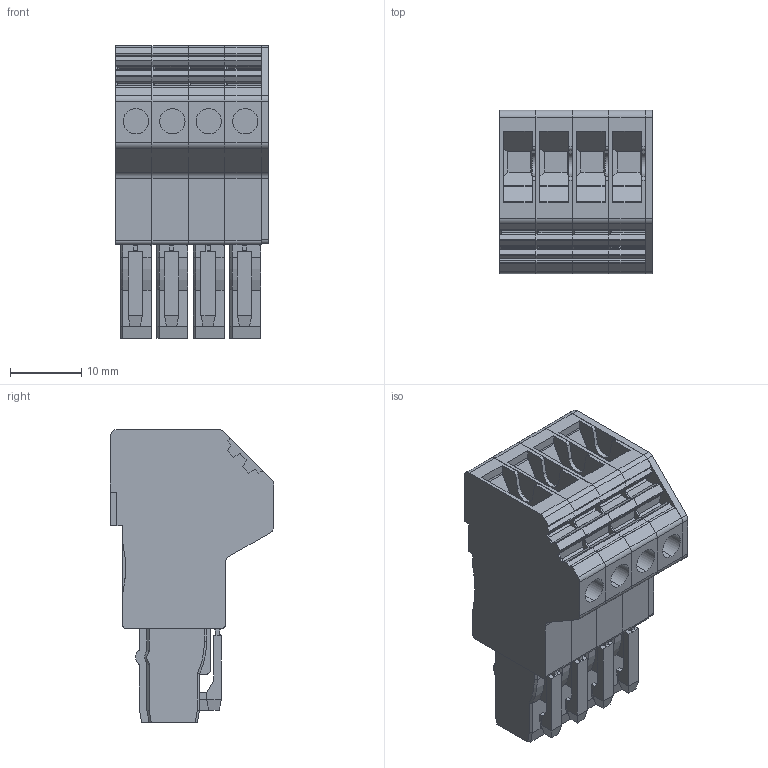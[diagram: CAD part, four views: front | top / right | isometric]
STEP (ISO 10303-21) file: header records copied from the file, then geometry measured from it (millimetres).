
FILE_DESCRIPTION(('CATIA V5 STEP Exchange','CAx-IF Rec.Pracs.--- Model Styling and Organization---1.4--- 2014-01-23'),'2;1');
FILE_NAME ('037936-2_0', '2021-06-07T08:32:57+00:00', ('none'), ('Weidmueller'), 'CATIA Version 5-6 Release 2016 SP3 HF44', 'CATIA V5 STEP AP214', 'none');
FILE_SCHEMA(('AUTOMOTIVE_DESIGN { 1 0 10303 214 1 1 1 1 }'));
Length unit declared in the file: millimetre
Products named in the file (1): Product2_AllCATPart
Bounding box: 21.4 x 22.9 x 41 mm (x, y, z)
Volume: 11099.2 mm3; surface area: 10121.1 mm2
Topology: 5 solids, 5 shells, 938 faces, 2533 edges, 1634 vertices
Faces by surface type: plane 563, cylinder 242, cone 91, torus 42
Entity records: 27884 total; most frequent: ORIENTED_EDGE 5066, CARTESIAN_POINT 5056, DIRECTION 4063, EDGE_CURVE 2533, VECTOR 1846, LINE 1846, VERTEX_POINT 1634, AXIS2_PLACEMENT_3D 1428
